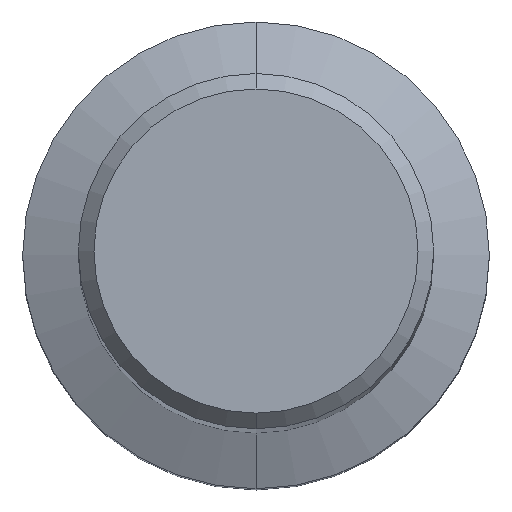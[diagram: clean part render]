
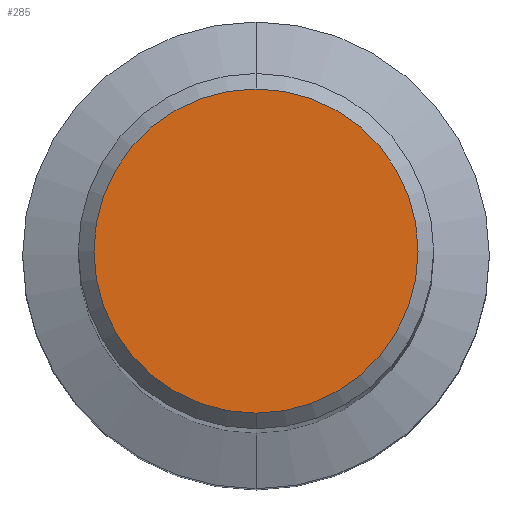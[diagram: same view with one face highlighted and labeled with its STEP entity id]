
A CAD part, top view. The second image highlights one B-rep face of the part: STEP entity #285.
In plain terms, the highlighted planar face has unit normal (0, 0, 1).
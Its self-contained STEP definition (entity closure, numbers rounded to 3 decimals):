
#237=VERTEX_POINT('',#596);
#285=ADVANCED_FACE('',(#650),#651,.T.);
#321=EDGE_CURVE('',#357,#237,#689,.T.);
#357=VERTEX_POINT('',#729);
#401=EDGE_CURVE('',#237,#357,#781,.T.);
#596=CARTESIAN_POINT('',(0.,-6.25,0.0));
#650=FACE_OUTER_BOUND('',#1095,.T.);
#651=PLANE('',#1096);
#689=CIRCLE('',#1174,6.25);
#729=CARTESIAN_POINT('',(0.0,6.25,0.0));
#781=CIRCLE('',#1332,6.25);
#1095=EDGE_LOOP('',(#1822,#1823));
#1096=AXIS2_PLACEMENT_3D('',#1824,#1825,#1826);
#1174=AXIS2_PLACEMENT_3D('',#1859,#1860,#1861);
#1332=AXIS2_PLACEMENT_3D('',#1972,#1973,#1974);
#1822=ORIENTED_EDGE('',*,*,#321,.F.);
#1823=ORIENTED_EDGE('',*,*,#401,.F.);
#1824=CARTESIAN_POINT('',(0.0,3.125,0.0));
#1825=DIRECTION('',(-0.0,0.0,1.0));
#1826=DIRECTION('',(0.0,-1.0,0.0));
#1859=CARTESIAN_POINT('',(0.0,0.0,0.0));
#1860=DIRECTION('',(0.0,0.0,-1.0));
#1861=DIRECTION('',(0.0,1.0,0.0));
#1972=CARTESIAN_POINT('',(0.0,0.0,0.0));
#1973=DIRECTION('',(0.0,0.0,-1.0));
#1974=DIRECTION('',(0.0,1.0,0.0));
